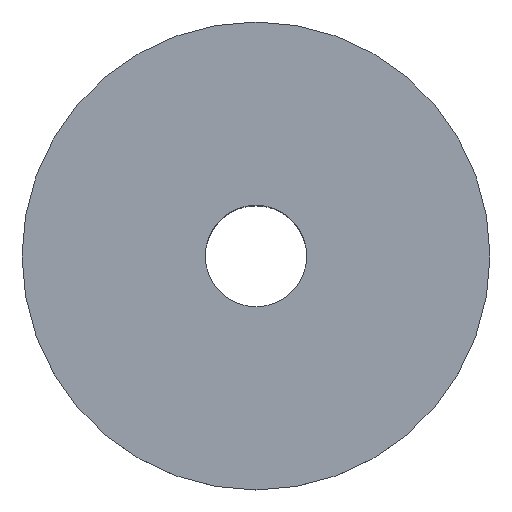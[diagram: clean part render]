
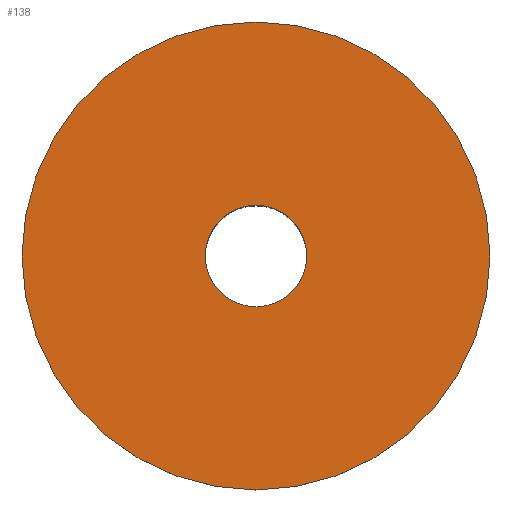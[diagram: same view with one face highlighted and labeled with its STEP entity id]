
A CAD part, top view. The second image highlights one B-rep face of the part: STEP entity #138.
In plain terms, the highlighted planar face has unit normal (0, 0, 1).
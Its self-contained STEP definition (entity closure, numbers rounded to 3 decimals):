
#2 = CIRCLE ( 'NONE', #270, 28.15 ) ;
#3 = FACE_OUTER_BOUND ( 'NONE', #361, .T. ) ;
#10 = DIRECTION ( 'NONE',  ( 1., 0., 0. ) ) ;
#11 = VERTEX_POINT ( 'NONE', #17 ) ;
#15 = EDGE_CURVE ( 'NONE', #11, #299, #255, .T. ) ;
#17 = CARTESIAN_POINT ( 'NONE',  ( -6.1, 0., 21.65 ) ) ;
#21 = CARTESIAN_POINT ( 'NONE',  ( 6.1, 0., 21.65 ) ) ;
#22 = EDGE_CURVE ( 'NONE', #356, #261, #2, .T. ) ;
#29 = DIRECTION ( 'NONE',  ( 0., 0., -1. ) ) ;
#30 = DIRECTION ( 'NONE',  ( 1., 0., 0. ) ) ;
#38 = CARTESIAN_POINT ( 'NONE',  ( 0., 0., 21.65 ) ) ;
#49 = CARTESIAN_POINT ( 'NONE',  ( -28.15, 0., 21.65 ) ) ;
#56 = DIRECTION ( 'NONE',  ( 1., 0., 0. ) ) ;
#57 = FACE_BOUND ( 'NONE', #358, .T. ) ;
#62 = CIRCLE ( 'NONE', #283, 6.1 ) ;
#66 = AXIS2_PLACEMENT_3D ( 'NONE', #178, #302, #30 ) ;
#78 = ORIENTED_EDGE ( 'NONE', *, *, #22, .T. ) ;
#97 = CARTESIAN_POINT ( 'NONE',  ( 28.15, 0., 21.65 ) ) ;
#111 = DIRECTION ( 'NONE',  ( -1., 0., 0. ) ) ;
#116 = DIRECTION ( 'NONE',  ( 1., 0., 0. ) ) ;
#137 = CARTESIAN_POINT ( 'NONE',  ( 0., 0., 21.65 ) ) ;
#138 = ADVANCED_FACE ( 'NONE', ( #57, #3 ), #335, .F. ) ;
#141 = ORIENTED_EDGE ( 'NONE', *, *, #152, .T. ) ;
#152 = EDGE_CURVE ( 'NONE', #261, #356, #309, .T. ) ;
#178 = CARTESIAN_POINT ( 'NONE',  ( 0., 0., 21.65 ) ) ;
#179 = CARTESIAN_POINT ( 'NONE',  ( 0., 0., 21.65 ) ) ;
#243 = DIRECTION ( 'NONE',  ( 0., 0., 1. ) ) ;
#255 = CIRCLE ( 'NONE', #379, 6.1 ) ;
#259 = ORIENTED_EDGE ( 'NONE', *, *, #269, .F. ) ;
#261 = VERTEX_POINT ( 'NONE', #97 ) ;
#262 = AXIS2_PLACEMENT_3D ( 'NONE', #333, #29, #111 ) ;
#269 = EDGE_CURVE ( 'NONE', #299, #11, #62, .T. ) ;
#270 = AXIS2_PLACEMENT_3D ( 'NONE', #179, #243, #56 ) ;
#283 = AXIS2_PLACEMENT_3D ( 'NONE', #38, #312, #10 ) ;
#299 = VERTEX_POINT ( 'NONE', #21 ) ;
#302 = DIRECTION ( 'NONE',  ( 0., 0., 1. ) ) ;
#309 = CIRCLE ( 'NONE', #66, 28.15 ) ;
#312 = DIRECTION ( 'NONE',  ( 0., 0., 1. ) ) ;
#323 = ORIENTED_EDGE ( 'NONE', *, *, #15, .F. ) ;
#333 = CARTESIAN_POINT ( 'NONE',  ( 0., 6.1, 21.65 ) ) ;
#335 = PLANE ( 'NONE',  #262 ) ;
#356 = VERTEX_POINT ( 'NONE', #49 ) ;
#358 = EDGE_LOOP ( 'NONE', ( #259, #323 ) ) ;
#361 = EDGE_LOOP ( 'NONE', ( #141, #78 ) ) ;
#363 = DIRECTION ( 'NONE',  ( 0., 0., 1. ) ) ;
#379 = AXIS2_PLACEMENT_3D ( 'NONE', #137, #363, #116 ) ;
